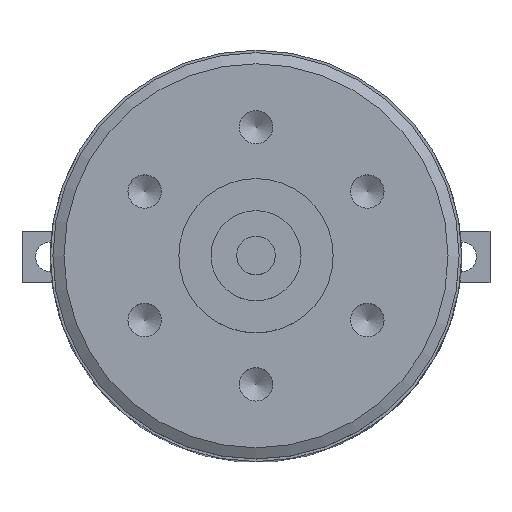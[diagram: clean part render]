
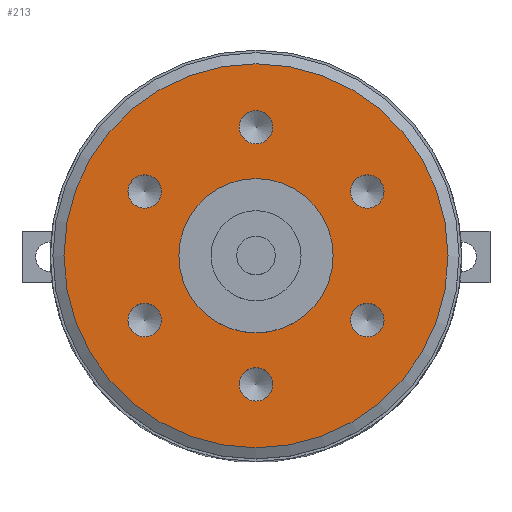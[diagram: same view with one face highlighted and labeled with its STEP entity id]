
A CAD part, top view. The second image highlights one B-rep face of the part: STEP entity #213.
In plain terms, the highlighted planar face has unit normal (0, 0, 1).
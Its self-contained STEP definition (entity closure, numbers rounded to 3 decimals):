
#148=FACE_BOUND('',#328,.T.);
#149=FACE_BOUND('',#329,.T.);
#150=FACE_BOUND('',#330,.T.);
#151=FACE_BOUND('',#331,.T.);
#152=FACE_BOUND('',#332,.T.);
#153=FACE_BOUND('',#333,.T.);
#154=FACE_BOUND('',#334,.T.);
#155=FACE_BOUND('',#335,.T.);
#213=ADVANCED_FACE('',(#148,#149,#150,#151,#152,#153,#154,#155),#256,.T.);
#256=PLANE('',#965);
#328=EDGE_LOOP('',(#595));
#329=EDGE_LOOP('',(#596));
#330=EDGE_LOOP('',(#597));
#331=EDGE_LOOP('',(#598));
#332=EDGE_LOOP('',(#599));
#333=EDGE_LOOP('',(#600));
#334=EDGE_LOOP('',(#601));
#335=EDGE_LOOP('',(#602));
#595=ORIENTED_EDGE('',*,*,#826,.T.);
#596=ORIENTED_EDGE('',*,*,#827,.T.);
#597=ORIENTED_EDGE('',*,*,#828,.T.);
#598=ORIENTED_EDGE('',*,*,#829,.T.);
#599=ORIENTED_EDGE('',*,*,#830,.T.);
#600=ORIENTED_EDGE('',*,*,#831,.T.);
#601=ORIENTED_EDGE('',*,*,#832,.T.);
#602=ORIENTED_EDGE('',*,*,#825,.F.);
#728=VERTEX_POINT('',#1391);
#729=VERTEX_POINT('',#1394);
#730=VERTEX_POINT('',#1396);
#731=VERTEX_POINT('',#1398);
#732=VERTEX_POINT('',#1400);
#733=VERTEX_POINT('',#1402);
#734=VERTEX_POINT('',#1404);
#735=VERTEX_POINT('',#1406);
#825=EDGE_CURVE('',#728,#728,#885,.T.);
#826=EDGE_CURVE('',#729,#729,#886,.T.);
#827=EDGE_CURVE('',#730,#730,#887,.T.);
#828=EDGE_CURVE('',#731,#731,#888,.T.);
#829=EDGE_CURVE('',#732,#732,#889,.T.);
#830=EDGE_CURVE('',#733,#733,#890,.T.);
#831=EDGE_CURVE('',#734,#734,#891,.T.);
#832=EDGE_CURVE('',#735,#735,#892,.T.);
#885=CIRCLE('',#956,3.);
#886=CIRCLE('',#958,0.65);
#887=CIRCLE('',#959,0.65);
#888=CIRCLE('',#960,0.65);
#889=CIRCLE('',#961,0.65);
#890=CIRCLE('',#962,0.65);
#891=CIRCLE('',#963,0.65);
#892=CIRCLE('',#964,7.467);
#956=AXIS2_PLACEMENT_3D('',#1390,#1146,#1147);
#958=AXIS2_PLACEMENT_3D('',#1393,#1150,#1151);
#959=AXIS2_PLACEMENT_3D('',#1395,#1152,#1153);
#960=AXIS2_PLACEMENT_3D('',#1397,#1154,#1155);
#961=AXIS2_PLACEMENT_3D('',#1399,#1156,#1157);
#962=AXIS2_PLACEMENT_3D('',#1401,#1158,#1159);
#963=AXIS2_PLACEMENT_3D('',#1403,#1160,#1161);
#964=AXIS2_PLACEMENT_3D('',#1405,#1162,#1163);
#965=AXIS2_PLACEMENT_3D('',#1407,#1164,#1165);
#1146=DIRECTION('',(0.,0.,1.));
#1147=DIRECTION('',(1.,0.,0.));
#1150=DIRECTION('',(0.,0.,-1.));
#1151=DIRECTION('',(-0.5,0.866,0.));
#1152=DIRECTION('',(0.,0.,-1.));
#1153=DIRECTION('',(0.5,0.866,0.));
#1154=DIRECTION('',(0.,0.,-1.));
#1155=DIRECTION('',(1.,0.,0.));
#1156=DIRECTION('',(0.,0.,-1.));
#1157=DIRECTION('',(0.5,-0.866,0.));
#1158=DIRECTION('',(0.,0.,-1.));
#1159=DIRECTION('',(-0.5,-0.866,0.));
#1160=DIRECTION('',(0.,0.,-1.));
#1161=DIRECTION('',(-1.,0.,0.));
#1162=DIRECTION('',(0.,0.,1.));
#1163=DIRECTION('',(1.,0.,0.));
#1164=DIRECTION('',(0.,0.,1.));
#1165=DIRECTION('',(1.,0.,0.));
#1390=CARTESIAN_POINT('',(0.,0.,24.8));
#1391=CARTESIAN_POINT('',(3.,0.,24.8));
#1393=CARTESIAN_POINT('',(4.33,2.5,24.8));
#1394=CARTESIAN_POINT('',(4.005,3.063,24.8));
#1395=CARTESIAN_POINT('',(4.33,-2.5,24.8));
#1396=CARTESIAN_POINT('',(4.655,-1.937,24.8));
#1397=CARTESIAN_POINT('',(0.,-5.,24.8));
#1398=CARTESIAN_POINT('',(0.65,-5.,24.8));
#1399=CARTESIAN_POINT('',(-4.33,-2.5,24.8));
#1400=CARTESIAN_POINT('',(-4.005,-3.063,24.8));
#1401=CARTESIAN_POINT('',(-4.33,2.5,24.8));
#1402=CARTESIAN_POINT('',(-4.655,1.937,24.8));
#1403=CARTESIAN_POINT('',(0.,5.,24.8));
#1404=CARTESIAN_POINT('',(-0.65,5.,24.8));
#1405=CARTESIAN_POINT('',(0.,0.,24.8));
#1406=CARTESIAN_POINT('',(7.467,0.,24.8));
#1407=CARTESIAN_POINT('',(0.,3.,24.8));
